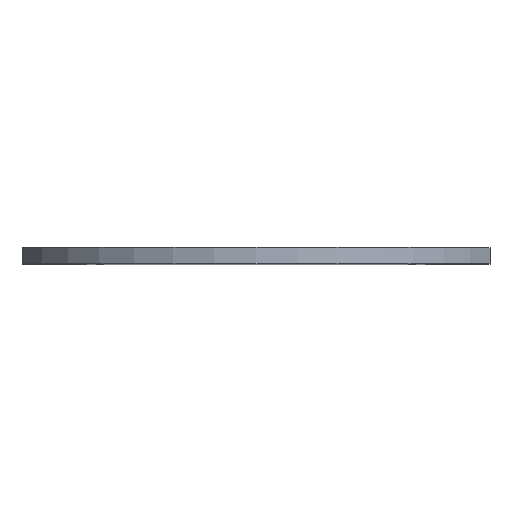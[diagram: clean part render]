
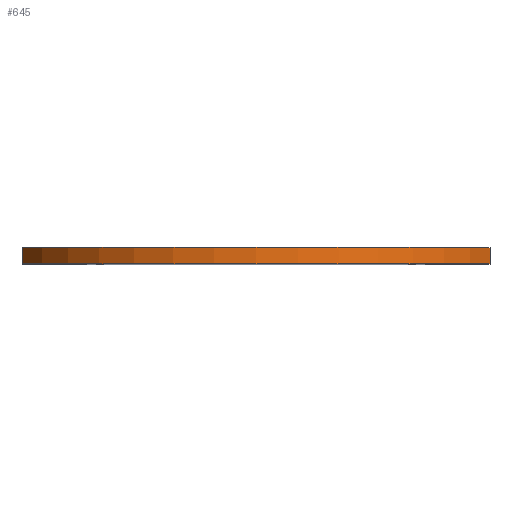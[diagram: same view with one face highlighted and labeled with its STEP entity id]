
A CAD part, top view. The second image highlights one B-rep face of the part: STEP entity #645.
In plain terms, the highlighted cylindrical face has radius 125 mm (diameter 250 mm), a partial arc.
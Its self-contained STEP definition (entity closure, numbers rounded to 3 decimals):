
#11 = DIRECTION ( 'NONE',  ( 0., 1., 0. ) ) ;
#15 = DIRECTION ( 'NONE',  ( 0., -1., 0. ) ) ;
#22 = CARTESIAN_POINT ( 'NONE',  ( -114.564, 8., 50. ) ) ;
#54 = EDGE_CURVE ( 'NONE', #560, #574, #729, .T. ) ;
#69 = CARTESIAN_POINT ( 'NONE',  ( 114.564, 8., 50. ) ) ;
#84 = AXIS2_PLACEMENT_3D ( 'NONE', #391, #11, #339 ) ;
#140 = EDGE_LOOP ( 'NONE', ( #172, #514, #401, #155 ) ) ;
#155 = ORIENTED_EDGE ( 'NONE', *, *, #482, .T. ) ;
#172 = ORIENTED_EDGE ( 'NONE', *, *, #187, .T. ) ;
#187 = EDGE_CURVE ( 'NONE', #296, #813, #804, .T. ) ;
#243 = DIRECTION ( 'NONE',  ( 0., 1., 0. ) ) ;
#262 = DIRECTION ( 'NONE',  ( 0., -1., 0. ) ) ;
#286 = CARTESIAN_POINT ( 'NONE',  ( 0., 8., 0. ) ) ;
#296 = VERTEX_POINT ( 'NONE', #609 ) ;
#305 = CARTESIAN_POINT ( 'NONE',  ( -114.564, 8., 50. ) ) ;
#339 = DIRECTION ( 'NONE',  ( 0., 0., 1. ) ) ;
#370 = VECTOR ( 'NONE', #262, 1000. ) ;
#385 = DIRECTION ( 'NONE',  ( 0., 0., -1. ) ) ;
#391 = CARTESIAN_POINT ( 'NONE',  ( 0., 0., 0. ) ) ;
#401 = ORIENTED_EDGE ( 'NONE', *, *, #54, .F. ) ;
#402 = FACE_OUTER_BOUND ( 'NONE', #140, .T. ) ;
#415 = DIRECTION ( 'NONE',  ( 0., -1., 0. ) ) ;
#465 = LINE ( 'NONE', #22, #370 ) ;
#468 = CARTESIAN_POINT ( 'NONE',  ( 114.564, 8., 50. ) ) ;
#482 = EDGE_CURVE ( 'NONE', #560, #296, #465, .T. ) ;
#514 = ORIENTED_EDGE ( 'NONE', *, *, #640, .F. ) ;
#537 = CARTESIAN_POINT ( 'NONE',  ( 0., 8., 0. ) ) ;
#552 = CARTESIAN_POINT ( 'NONE',  ( 114.564, 0., 50. ) ) ;
#560 = VERTEX_POINT ( 'NONE', #305 ) ;
#563 = VECTOR ( 'NONE', #15, 1000. ) ;
#574 = VERTEX_POINT ( 'NONE', #69 ) ;
#609 = CARTESIAN_POINT ( 'NONE',  ( -114.564, 0., 50. ) ) ;
#640 = EDGE_CURVE ( 'NONE', #574, #813, #728, .T. ) ;
#645 = ADVANCED_FACE ( 'NONE', ( #402 ), #674, .T. ) ;
#674 = CYLINDRICAL_SURFACE ( 'NONE', #746, 125. ) ;
#728 = LINE ( 'NONE', #468, #563 ) ;
#729 = CIRCLE ( 'NONE', #761, 125. ) ;
#746 = AXIS2_PLACEMENT_3D ( 'NONE', #537, #415, #385 ) ;
#761 = AXIS2_PLACEMENT_3D ( 'NONE', #286, #243, #772 ) ;
#772 = DIRECTION ( 'NONE',  ( 0., 0., 1. ) ) ;
#804 = CIRCLE ( 'NONE', #84, 125. ) ;
#813 = VERTEX_POINT ( 'NONE', #552 ) ;
